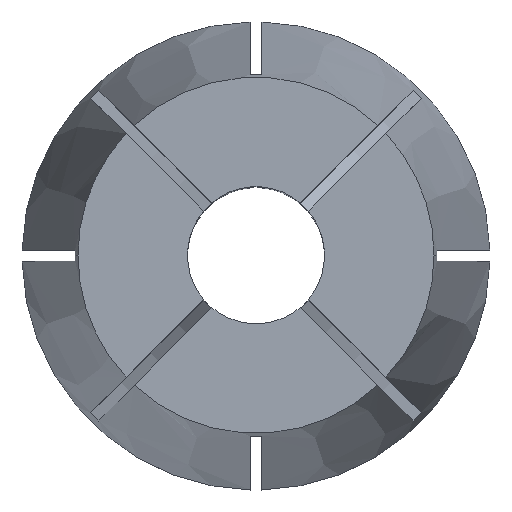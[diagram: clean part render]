
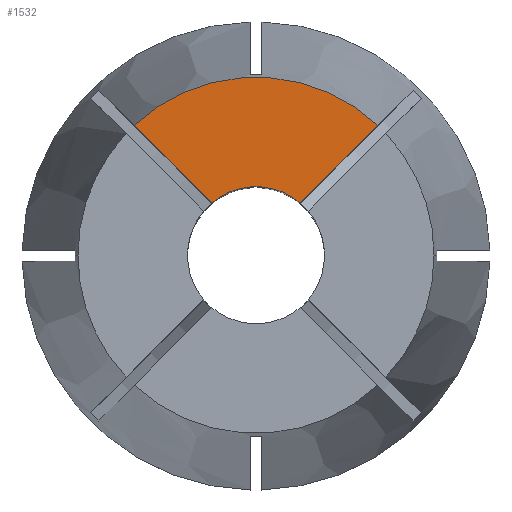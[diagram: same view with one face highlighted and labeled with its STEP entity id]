
A CAD part, top view. The second image highlights one B-rep face of the part: STEP entity #1532.
In plain terms, the highlighted planar face has unit normal (0, 0, 1).
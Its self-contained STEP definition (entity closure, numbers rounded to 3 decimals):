
#69 = CARTESIAN_POINT ( 'NONE',  ( 3.874, 4.581, 0. ) ) ;
#143 = ORIENTED_EDGE ( 'NONE', *, *, #995, .T. ) ;
#149 = CARTESIAN_POINT ( 'NONE',  ( 0.354, 0.354, 0. ) ) ;
#244 = VERTEX_POINT ( 'NONE', #69 ) ;
#356 = CARTESIAN_POINT ( 'NONE',  ( -3.874, 4.581, 0. ) ) ;
#400 = CIRCLE ( 'NONE', #426, 15.595 ) ;
#415 = ORIENTED_EDGE ( 'NONE', *, *, #1290, .T. ) ;
#416 = AXIS2_PLACEMENT_3D ( 'NONE', #447, #1752, #1041 ) ;
#426 = AXIS2_PLACEMENT_3D ( 'NONE', #1061, #1530, #1564 ) ;
#447 = CARTESIAN_POINT ( 'NONE',  ( 0., 0., 0. ) ) ;
#453 = DIRECTION ( 'NONE',  ( 0.707, -0.707, 0. ) ) ;
#456 = EDGE_CURVE ( 'NONE', #244, #905, #1152, .T. ) ;
#496 = LINE ( 'NONE', #149, #1757 ) ;
#583 = LINE ( 'NONE', #1212, #1444 ) ;
#611 = DIRECTION ( 'NONE',  ( 0.707, 0.707, 0. ) ) ;
#616 = VERTEX_POINT ( 'NONE', #849 ) ;
#785 = VERTEX_POINT ( 'NONE', #1661 ) ;
#840 = DIRECTION ( 'NONE',  ( -1., 0., 0. ) ) ;
#849 = CARTESIAN_POINT ( 'NONE',  ( 10.668, 11.376, 0. ) ) ;
#905 = VERTEX_POINT ( 'NONE', #356 ) ;
#995 = EDGE_CURVE ( 'NONE', #785, #905, #496, .T. ) ;
#1005 = DIRECTION ( 'NONE',  ( 0., 0., -1. ) ) ;
#1020 = ORIENTED_EDGE ( 'NONE', *, *, #1279, .T. ) ;
#1041 = DIRECTION ( 'NONE',  ( 1., 0., 0. ) ) ;
#1061 = CARTESIAN_POINT ( 'NONE',  ( 0., 0., 0. ) ) ;
#1066 = FACE_OUTER_BOUND ( 'NONE', #1797, .T. ) ;
#1152 = CIRCLE ( 'NONE', #416, 6. ) ;
#1212 = CARTESIAN_POINT ( 'NONE',  ( -0.354, 0.354, 0. ) ) ;
#1279 = EDGE_CURVE ( 'NONE', #244, #616, #583, .T. ) ;
#1290 = EDGE_CURVE ( 'NONE', #616, #785, #400, .T. ) ;
#1444 = VECTOR ( 'NONE', #611, 1000. ) ;
#1494 = AXIS2_PLACEMENT_3D ( 'NONE', #1978, #1005, #840 ) ;
#1530 = DIRECTION ( 'NONE',  ( 0., 0., 1. ) ) ;
#1532 = ADVANCED_FACE ( 'NONE', ( #1066 ), #1642, .F. ) ;
#1564 = DIRECTION ( 'NONE',  ( 1., 0., 0. ) ) ;
#1642 = PLANE ( 'NONE',  #1494 ) ;
#1661 = CARTESIAN_POINT ( 'NONE',  ( -10.668, 11.376, 0. ) ) ;
#1752 = DIRECTION ( 'NONE',  ( 0., 0., 1. ) ) ;
#1755 = ORIENTED_EDGE ( 'NONE', *, *, #456, .F. ) ;
#1757 = VECTOR ( 'NONE', #453, 1000. ) ;
#1797 = EDGE_LOOP ( 'NONE', ( #1755, #1020, #415, #143 ) ) ;
#1978 = CARTESIAN_POINT ( 'NONE',  ( 0., 0., 0. ) ) ;
